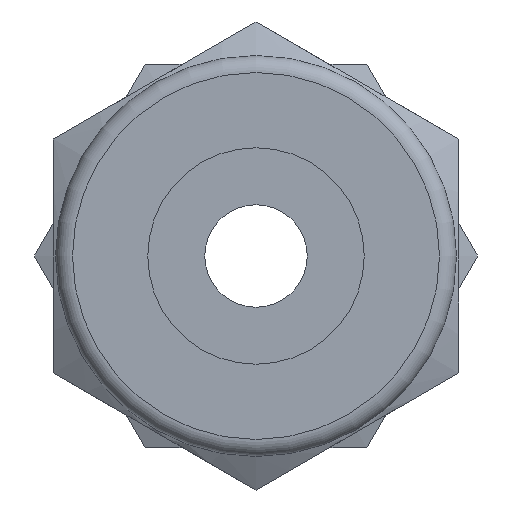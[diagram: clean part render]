
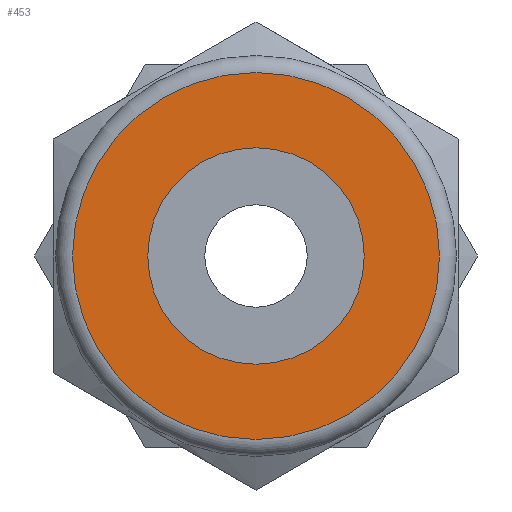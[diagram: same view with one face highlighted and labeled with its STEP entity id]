
A CAD part, left-side view. The second image highlights one B-rep face of the part: STEP entity #453.
In plain terms, the highlighted planar face has unit normal (-1, 0, 0).
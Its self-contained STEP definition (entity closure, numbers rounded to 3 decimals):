
#31=FACE_BOUND('',#120,.T.);
#53=CIRCLE('',#490,8.6);
#54=CIRCLE('',#491,5.075);
#85=FACE_OUTER_BOUND('',#119,.T.);
#119=EDGE_LOOP('',(#359));
#120=EDGE_LOOP('',(#360));
#235=VERTEX_POINT('',#775);
#236=VERTEX_POINT('',#777);
#291=EDGE_CURVE('',#235,#235,#53,.T.);
#292=EDGE_CURVE('',#236,#236,#54,.T.);
#359=ORIENTED_EDGE('',*,*,#291,.F.);
#360=ORIENTED_EDGE('',*,*,#292,.T.);
#435=PLANE('',#489);
#453=ADVANCED_FACE('',(#85,#31),#435,.T.);
#489=AXIS2_PLACEMENT_3D('',#774,#569,#570);
#490=AXIS2_PLACEMENT_3D('',#776,#571,#572);
#491=AXIS2_PLACEMENT_3D('',#778,#573,#574);
#569=DIRECTION('center_axis',(-1.,0.,0.));
#570=DIRECTION('ref_axis',(0.,0.,1.));
#571=DIRECTION('center_axis',(1.,0.,0.));
#572=DIRECTION('ref_axis',(0.,0.,-1.));
#573=DIRECTION('center_axis',(1.,0.,0.));
#574=DIRECTION('ref_axis',(0.,0.,-1.));
#774=CARTESIAN_POINT('Origin',(2.836,11.26,0.));
#775=CARTESIAN_POINT('',(2.836,11.26,0.));
#776=CARTESIAN_POINT('Origin',(2.836,2.66,0.));
#777=CARTESIAN_POINT('',(2.836,7.735,0.));
#778=CARTESIAN_POINT('Origin',(2.836,2.66,0.));
